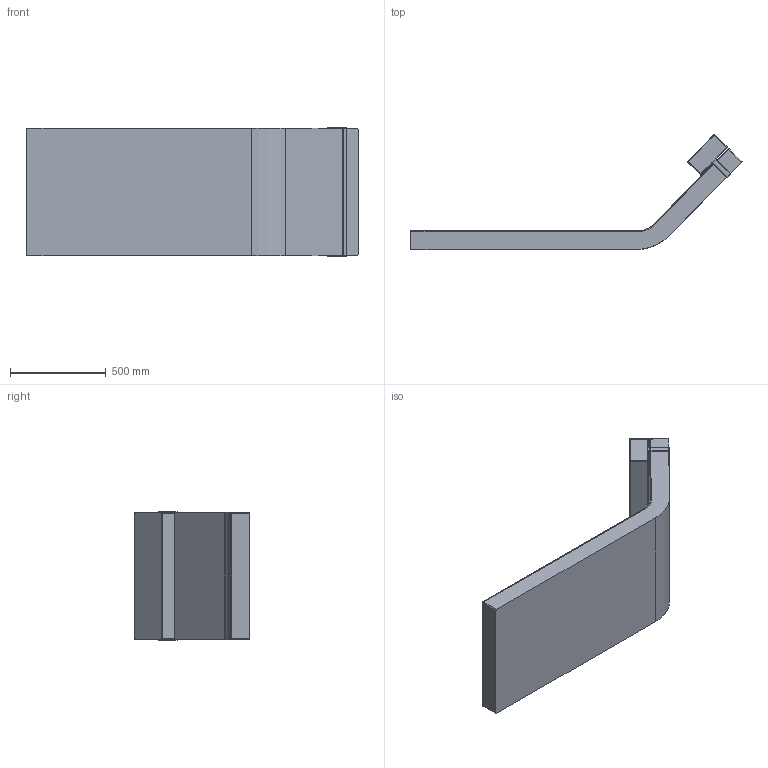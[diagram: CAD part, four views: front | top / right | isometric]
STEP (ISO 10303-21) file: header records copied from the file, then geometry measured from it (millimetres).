
FILE_DESCRIPTION (( 'STEP AP203' ), '1' );
FILE_NAME ('Sunlouger Matress 2.STEP', '2020-05-27T11:07:25', ( '' ), ( '' ), 'SwSTEP 2.0', 'SolidWorks 2019', '' );
FILE_SCHEMA (( 'CONFIG_CONTROL_DESIGN' ));
Length unit declared in the file: millimetre
Products named in the file (1): Sunlouger Matress 2
Bounding box: 1733.53 x 601.7 x 671 mm (x, y, z)
Volume: 137870266.5 mm3; surface area: 6461617.9 mm2
Topology: 6 solids, 6 shells, 174 faces, 380 edges, 202 vertices
Faces by surface type: cylinder 80, plane 40, sphere 36, torus 18
Entity records: 4515 total; most frequent: DIRECTION 882, CARTESIAN_POINT 729, ORIENTED_EDGE 704, AXIS2_PLACEMENT_3D 359, EDGE_CURVE 352, VERTEX_POINT 190, CIRCLE 184, ADVANCED_FACE 174
